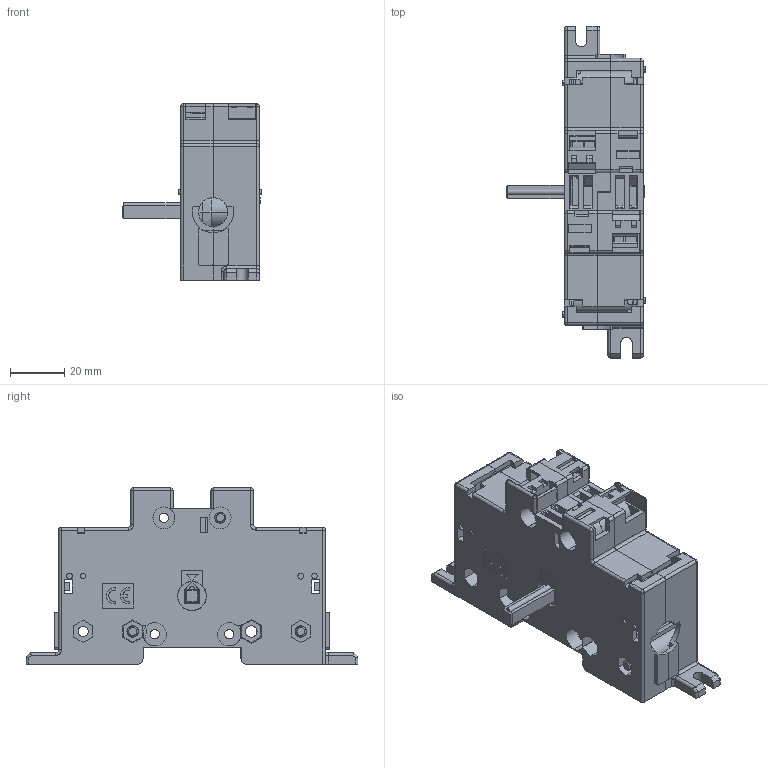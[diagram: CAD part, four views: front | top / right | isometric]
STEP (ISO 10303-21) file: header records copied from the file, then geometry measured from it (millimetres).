
FILE_DESCRIPTION (( 'STEP AP214' ), '1' );
FILE_NAME ('39990710.step', '2018-06-04T13:02:08', ( '' ), ( '' ), 'SwSTEP 2.0', 'SolidWorks 2017', '' );
FILE_SCHEMA (( 'AUTOMOTIVE_DESIGN' ));
Length unit declared in the file: inch
Products named in the file (1): 39990710
Bounding box: 51.1 x 122 x 64.75 mm (x, y, z)
Volume: 114618.5 mm3; surface area: 115368.3 mm2
Topology: 10 solids, 10 shells, 2460 faces, 6944 edges, 4464 vertices
Faces by surface type: plane 1513, cylinder 735, bspline 188, cone 24
Entity records: 118370 total; most frequent: CARTESIAN_POINT 23169, ORIENTED_EDGE 13770, DIRECTION 12420, EDGE_CURVE 6885, VECTOR 4982, LINE 4982, VERTEX_POINT 4464, AXIS2_PLACEMENT_3D 3719
